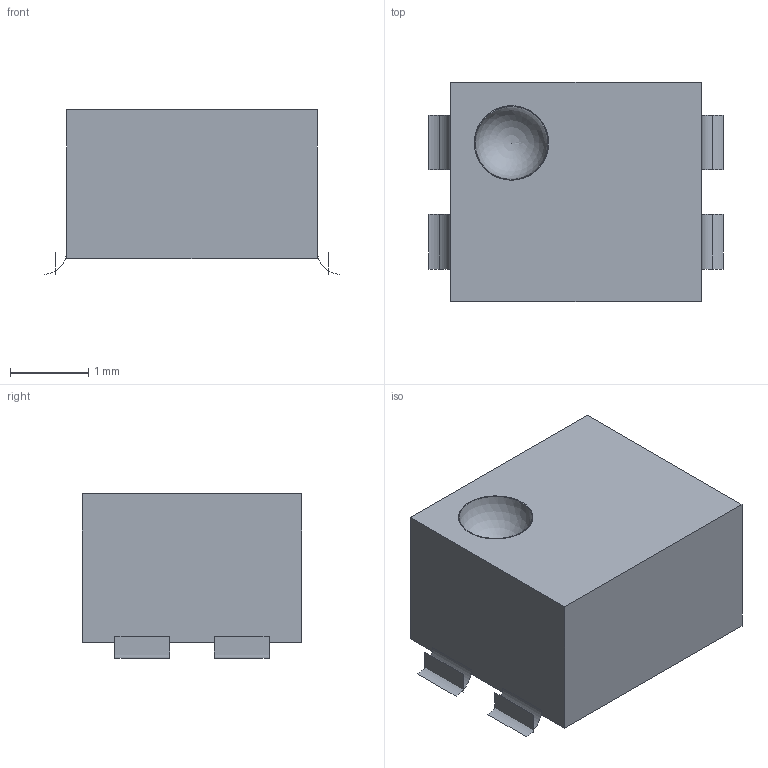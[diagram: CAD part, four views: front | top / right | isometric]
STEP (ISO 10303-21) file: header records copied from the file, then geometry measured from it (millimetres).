
FILE_DESCRIPTION( ( '' ), ' ' );
FILE_NAME( '58d2a1633d98a90f86ed2a0c.step', '2017-03-22T16:08:04', ( '' ), ( '' ), ' ', ' ', ' ' );
FILE_SCHEMA( ( 'AUTOMOTIVE_DESIGN { 1 0 10303 214 1 1 1 1 }' ) );
Length unit declared in the file: metre
Products named in the file (10): Part 2; Part 1; Open CASCADE STEP translator 6.8 14; Open CASCADE STEP translator 6.8 13; Open CASCADE STEP translator 6.8 12; Open CASCADE STEP translator 6.8 11; Open CASCADE STEP translator 6.8 10; Open CASCADE STEP translator 6.8 9; Open CASCADE STEP translator 6.8 8; Open CASCADE STEP translator 6.8 7
Bounding box: 3.77 x 2.8 x 2.1 mm (x, y, z)
Volume: 16.8 mm3; surface area: 46.2 mm2
Topology: 2 solids, 10 shells, 18 faces, 53 edges, 46 vertices
Faces by surface type: plane 11, cylinder 4, sphere 3
Entity records: 889 total; most frequent: CARTESIAN_POINT 267, ORIENTED_EDGE 62, DIRECTION 56, EDGE_CURVE 47, B_SPLINE_CURVE_WITH_KNOTS 47, VERTEX_POINT 46, AXIS2_PLACEMENT_3D 28, EDGE_LOOP 20
